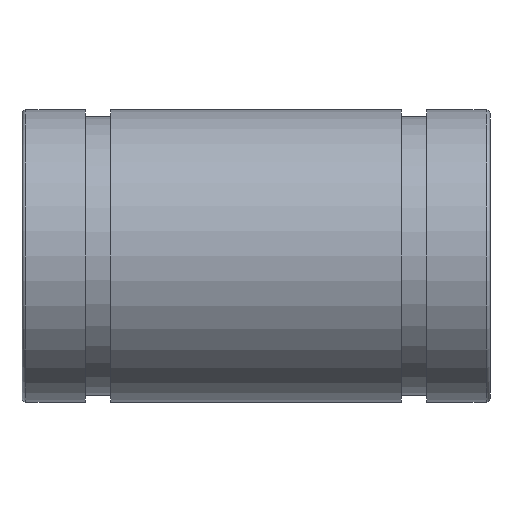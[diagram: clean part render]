
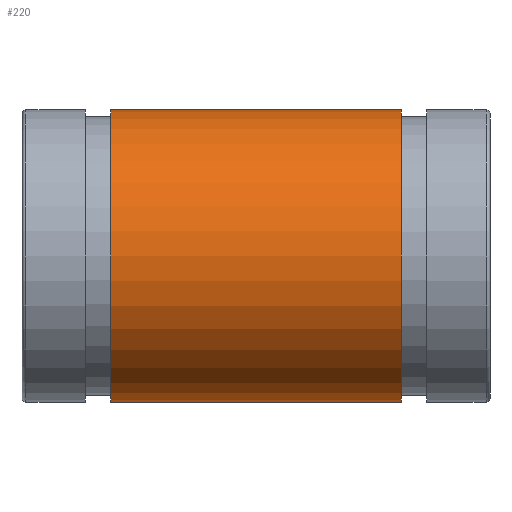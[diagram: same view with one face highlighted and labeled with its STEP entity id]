
A CAD part, front view. The second image highlights one B-rep face of the part: STEP entity #220.
In plain terms, the highlighted cylindrical face has radius 7.5 mm (diameter 15 mm), a full revolution.
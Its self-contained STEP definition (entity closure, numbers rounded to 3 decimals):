
#50=FACE_BOUND('',#103,.T.);
#68=FACE_OUTER_BOUND('',#102,.T.);
#102=EDGE_LOOP('',(#192));
#103=EDGE_LOOP('',(#193));
#114=CIRCLE('',#258,7.5);
#123=CIRCLE('',#275,7.5);
#132=VERTEX_POINT('',#377);
#141=VERTEX_POINT('',#403);
#150=EDGE_CURVE('',#132,#132,#114,.T.);
#159=EDGE_CURVE('',#141,#141,#123,.T.);
#192=ORIENTED_EDGE('',*,*,#150,.F.);
#193=ORIENTED_EDGE('',*,*,#159,.T.);
#202=CYLINDRICAL_SURFACE('',#276,7.5);
#220=ADVANCED_FACE('',(#68,#50),#202,.T.);
#258=AXIS2_PLACEMENT_3D('',#378,#312,#313);
#275=AXIS2_PLACEMENT_3D('',#404,#346,#347);
#276=AXIS2_PLACEMENT_3D('',#405,#348,#349);
#312=DIRECTION('center_axis',(-1.,0.,0.));
#313=DIRECTION('ref_axis',(0.,0.,1.));
#346=DIRECTION('center_axis',(-1.,0.,0.));
#347=DIRECTION('ref_axis',(0.,0.,1.));
#348=DIRECTION('center_axis',(-1.,0.,0.));
#349=DIRECTION('ref_axis',(0.,0.,1.));
#377=CARTESIAN_POINT('',(-7.45,0.,7.5));
#378=CARTESIAN_POINT('Origin',(-7.45,0.,0.));
#403=CARTESIAN_POINT('',(7.45,0.,7.5));
#404=CARTESIAN_POINT('Origin',(7.45,0.,0.));
#405=CARTESIAN_POINT('Origin',(3.725,0.,0.));
